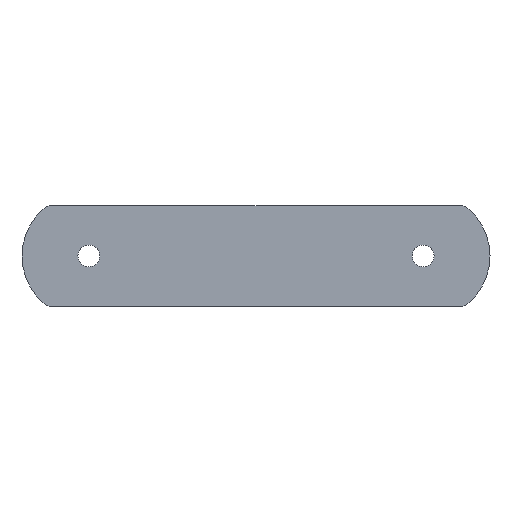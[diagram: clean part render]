
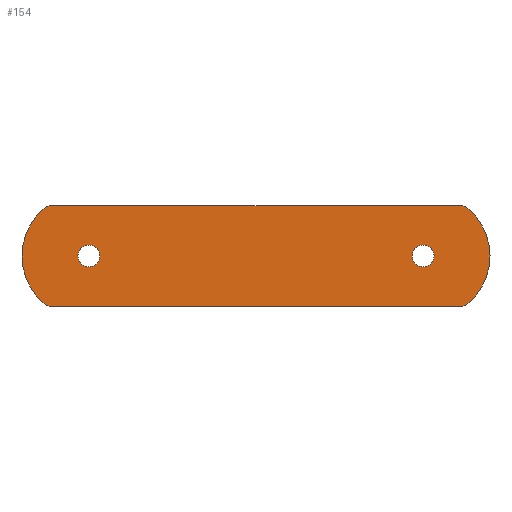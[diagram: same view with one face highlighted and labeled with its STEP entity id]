
A CAD part, top view. The second image highlights one B-rep face of the part: STEP entity #154.
In plain terms, the highlighted planar face has unit normal (0, 0, 1).
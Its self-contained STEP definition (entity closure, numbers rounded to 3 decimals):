
#1 = CIRCLE ( 'NONE', #79, 3.25 ) ;
#31 = DIRECTION ( 'NONE',  ( 1., 0., 0. ) ) ;
#38 = CARTESIAN_POINT ( 'NONE',  ( -61.451, 15., 3.5 ) ) ;
#45 = DIRECTION ( 'NONE',  ( 1., 0., 0. ) ) ;
#48 = CARTESIAN_POINT ( 'NONE',  ( -61.451, 12., 3.5 ) ) ;
#53 = CARTESIAN_POINT ( 'NONE',  ( 53.25, 0., 3.5 ) ) ;
#55 = DIRECTION ( 'NONE',  ( 0., 0., 1. ) ) ;
#79 = AXIS2_PLACEMENT_3D ( 'NONE', #719, #1056, #1043 ) ;
#101 = VERTEX_POINT ( 'NONE', #1373 ) ;
#105 = ORIENTED_EDGE ( 'NONE', *, *, #284, .T. ) ;
#152 = VERTEX_POINT ( 'NONE', #315 ) ;
#153 = DIRECTION ( 'NONE',  ( 0., 0., 1. ) ) ;
#154 = ADVANCED_FACE ( 'NONE', ( #1208, #242, #1252 ), #846, .F. ) ;
#164 = CARTESIAN_POINT ( 'NONE',  ( 46.75, 0., 3.5 ) ) ;
#196 = ORIENTED_EDGE ( 'NONE', *, *, #1015, .T. ) ;
#198 = EDGE_LOOP ( 'NONE', ( #1152, #105, #270, #1215, #448, #893, #196, #255, #291 ) ) ;
#206 = CARTESIAN_POINT ( 'NONE',  ( 51.25, 0., 3.5 ) ) ;
#242 = FACE_OUTER_BOUND ( 'NONE', #198, .T. ) ;
#243 = CIRCLE ( 'NONE', #981, 3.25 ) ;
#251 = LINE ( 'NONE', #304, #1209 ) ;
#255 = ORIENTED_EDGE ( 'NONE', *, *, #974, .T. ) ;
#269 = CIRCLE ( 'NONE', #866, 3.25 ) ;
#270 = ORIENTED_EDGE ( 'NONE', *, *, #1220, .T. ) ;
#274 = CARTESIAN_POINT ( 'NONE',  ( 61.451, -12., 3.5 ) ) ;
#280 = DIRECTION ( 'NONE',  ( -1., 0., 0. ) ) ;
#284 = EDGE_CURVE ( 'NONE', #1101, #978, #890, .T. ) ;
#291 = ORIENTED_EDGE ( 'NONE', *, *, #559, .T. ) ;
#304 = CARTESIAN_POINT ( 'NONE',  ( -62.5, 15., 3.5 ) ) ;
#315 = CARTESIAN_POINT ( 'NONE',  ( -70., 0., 3.5 ) ) ;
#379 = DIRECTION ( 'NONE',  ( -1., 0., 0. ) ) ;
#391 = AXIS2_PLACEMENT_3D ( 'NONE', #48, #153, #920 ) ;
#402 = AXIS2_PLACEMENT_3D ( 'NONE', #1359, #55, #45 ) ;
#414 = DIRECTION ( 'NONE',  ( 0., 0., -1. ) ) ;
#416 = DIRECTION ( 'NONE',  ( 0., 0., 1. ) ) ;
#425 = EDGE_CURVE ( 'NONE', #608, #101, #667, .T. ) ;
#448 = ORIENTED_EDGE ( 'NONE', *, *, #1411, .T. ) ;
#467 = VERTEX_POINT ( 'NONE', #554 ) ;
#471 = DIRECTION ( 'NONE',  ( -1., 0., 0. ) ) ;
#475 = AXIS2_PLACEMENT_3D ( 'NONE', #589, #1251, #492 ) ;
#488 = VERTEX_POINT ( 'NONE', #885 ) ;
#492 = DIRECTION ( 'NONE',  ( 1., 0., 0. ) ) ;
#507 = AXIS2_PLACEMENT_3D ( 'NONE', #1139, #929, #379 ) ;
#531 = CIRCLE ( 'NONE', #475, 18.75 ) ;
#536 = EDGE_CURVE ( 'NONE', #152, #773, #531, .T. ) ;
#538 = AXIS2_PLACEMENT_3D ( 'NONE', #956, #416, #1176 ) ;
#554 = CARTESIAN_POINT ( 'NONE',  ( -53.25, 0., 3.5 ) ) ;
#559 = EDGE_CURVE ( 'NONE', #857, #488, #806, .T. ) ;
#564 = CIRCLE ( 'NONE', #565, 18.75 ) ;
#565 = AXIS2_PLACEMENT_3D ( 'NONE', #793, #574, #31 ) ;
#574 = DIRECTION ( 'NONE',  ( 0., 0., 1. ) ) ;
#589 = CARTESIAN_POINT ( 'NONE',  ( -51.25, 0., 3.5 ) ) ;
#608 = VERTEX_POINT ( 'NONE', #1019 ) ;
#638 = CIRCLE ( 'NONE', #538, 3. ) ;
#665 = CIRCLE ( 'NONE', #1115, 3. ) ;
#667 = LINE ( 'NONE', #772, #1079 ) ;
#673 = ORIENTED_EDGE ( 'NONE', *, *, #1095, .F. ) ;
#697 = EDGE_CURVE ( 'NONE', #852, #1193, #1, .T. ) ;
#712 = DIRECTION ( 'NONE',  ( 0., 0., 1. ) ) ;
#719 = CARTESIAN_POINT ( 'NONE',  ( 50., 0., 3.5 ) ) ;
#734 = ORIENTED_EDGE ( 'NONE', *, *, #697, .F. ) ;
#739 = DIRECTION ( 'NONE',  ( 0., 0., 1. ) ) ;
#749 = CARTESIAN_POINT ( 'NONE',  ( -63.394, -14.286, 3.5 ) ) ;
#765 = CARTESIAN_POINT ( 'NONE',  ( -46.75, 0., 3.5 ) ) ;
#771 = VERTEX_POINT ( 'NONE', #765 ) ;
#772 = CARTESIAN_POINT ( 'NONE',  ( -62.5, -15., 3.5 ) ) ;
#773 = VERTEX_POINT ( 'NONE', #749 ) ;
#793 = CARTESIAN_POINT ( 'NONE',  ( -51.25, 0., 3.5 ) ) ;
#806 = CIRCLE ( 'NONE', #926, 3. ) ;
#809 = DIRECTION ( 'NONE',  ( 0., 0., 1. ) ) ;
#846 = PLANE ( 'NONE',  #946 ) ;
#852 = VERTEX_POINT ( 'NONE', #164 ) ;
#857 = VERTEX_POINT ( 'NONE', #1154 ) ;
#861 = CIRCLE ( 'NONE', #402, 3.25 ) ;
#866 = AXIS2_PLACEMENT_3D ( 'NONE', #1172, #739, #1181 ) ;
#885 = CARTESIAN_POINT ( 'NONE',  ( 61.451, 15., 3.5 ) ) ;
#890 = CIRCLE ( 'NONE', #391, 3. ) ;
#893 = ORIENTED_EDGE ( 'NONE', *, *, #425, .T. ) ;
#920 = DIRECTION ( 'NONE',  ( -1., 0., 0. ) ) ;
#923 = DIRECTION ( 'NONE',  ( -1., 0., 0. ) ) ;
#926 = AXIS2_PLACEMENT_3D ( 'NONE', #1361, #712, #471 ) ;
#929 = DIRECTION ( 'NONE',  ( 0., 0., 1. ) ) ;
#946 = AXIS2_PLACEMENT_3D ( 'NONE', #206, #414, #1174 ) ;
#956 = CARTESIAN_POINT ( 'NONE',  ( -61.451, -12., 3.5 ) ) ;
#974 = EDGE_CURVE ( 'NONE', #1132, #857, #1262, .T. ) ;
#975 = ORIENTED_EDGE ( 'NONE', *, *, #1309, .F. ) ;
#978 = VERTEX_POINT ( 'NONE', #1144 ) ;
#981 = AXIS2_PLACEMENT_3D ( 'NONE', #1239, #809, #923 ) ;
#1015 = EDGE_CURVE ( 'NONE', #101, #1132, #665, .T. ) ;
#1017 = CARTESIAN_POINT ( 'NONE',  ( 63.394, -14.286, 3.5 ) ) ;
#1019 = CARTESIAN_POINT ( 'NONE',  ( -61.451, -15., 3.5 ) ) ;
#1024 = DIRECTION ( 'NONE',  ( 0., 0., 1. ) ) ;
#1043 = DIRECTION ( 'NONE',  ( -1., 0., 0. ) ) ;
#1056 = DIRECTION ( 'NONE',  ( 0., 0., 1. ) ) ;
#1079 = VECTOR ( 'NONE', #1343, 1000. ) ;
#1095 = EDGE_CURVE ( 'NONE', #467, #771, #861, .T. ) ;
#1101 = VERTEX_POINT ( 'NONE', #38 ) ;
#1115 = AXIS2_PLACEMENT_3D ( 'NONE', #274, #1024, #280 ) ;
#1132 = VERTEX_POINT ( 'NONE', #1017 ) ;
#1139 = CARTESIAN_POINT ( 'NONE',  ( 51.25, 0., 3.5 ) ) ;
#1144 = CARTESIAN_POINT ( 'NONE',  ( -63.394, 14.286, 3.5 ) ) ;
#1152 = ORIENTED_EDGE ( 'NONE', *, *, #1269, .T. ) ;
#1154 = CARTESIAN_POINT ( 'NONE',  ( 63.394, 14.286, 3.5 ) ) ;
#1172 = CARTESIAN_POINT ( 'NONE',  ( -50., 0., 3.5 ) ) ;
#1174 = DIRECTION ( 'NONE',  ( -1., 0., 0. ) ) ;
#1176 = DIRECTION ( 'NONE',  ( -1., 0., 0. ) ) ;
#1179 = EDGE_LOOP ( 'NONE', ( #673, #975 ) ) ;
#1181 = DIRECTION ( 'NONE',  ( 1., 0., 0. ) ) ;
#1188 = EDGE_LOOP ( 'NONE', ( #734, #1358 ) ) ;
#1193 = VERTEX_POINT ( 'NONE', #53 ) ;
#1199 = EDGE_CURVE ( 'NONE', #1193, #852, #243, .T. ) ;
#1208 = FACE_BOUND ( 'NONE', #1179, .T. ) ;
#1209 = VECTOR ( 'NONE', #1387, 1000. ) ;
#1215 = ORIENTED_EDGE ( 'NONE', *, *, #536, .T. ) ;
#1220 = EDGE_CURVE ( 'NONE', #978, #152, #564, .T. ) ;
#1239 = CARTESIAN_POINT ( 'NONE',  ( 50., 0., 3.5 ) ) ;
#1251 = DIRECTION ( 'NONE',  ( 0., 0., 1. ) ) ;
#1252 = FACE_BOUND ( 'NONE', #1188, .T. ) ;
#1262 = CIRCLE ( 'NONE', #507, 18.75 ) ;
#1269 = EDGE_CURVE ( 'NONE', #488, #1101, #251, .T. ) ;
#1309 = EDGE_CURVE ( 'NONE', #771, #467, #269, .T. ) ;
#1343 = DIRECTION ( 'NONE',  ( 1., 0., 0. ) ) ;
#1358 = ORIENTED_EDGE ( 'NONE', *, *, #1199, .F. ) ;
#1359 = CARTESIAN_POINT ( 'NONE',  ( -50., 0., 3.5 ) ) ;
#1361 = CARTESIAN_POINT ( 'NONE',  ( 61.451, 12., 3.5 ) ) ;
#1373 = CARTESIAN_POINT ( 'NONE',  ( 61.451, -15., 3.5 ) ) ;
#1387 = DIRECTION ( 'NONE',  ( -1., 0., 0. ) ) ;
#1411 = EDGE_CURVE ( 'NONE', #773, #608, #638, .T. ) ;
